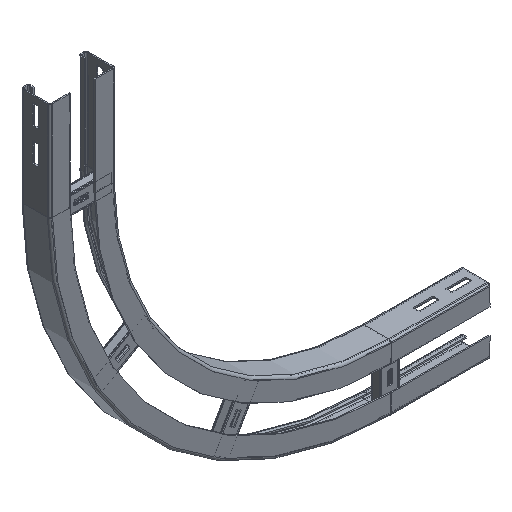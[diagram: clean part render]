
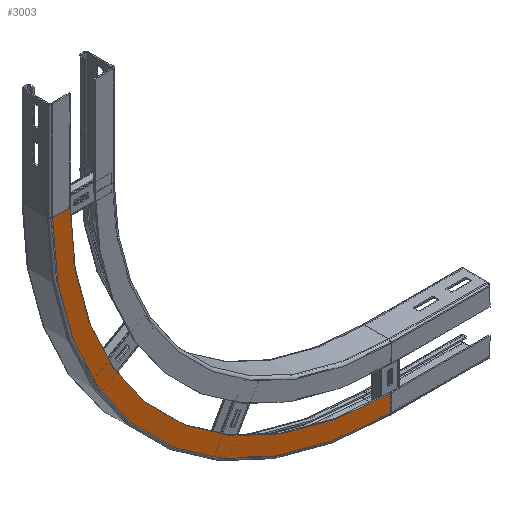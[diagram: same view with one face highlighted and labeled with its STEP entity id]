
A CAD part, isometric view. The second image highlights one B-rep face of the part: STEP entity #3003.
In plain terms, the highlighted planar face has unit normal (0, -1, 0).
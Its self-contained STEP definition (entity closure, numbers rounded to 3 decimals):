
#129=CIRCLE('',#3332,516.);
#131=CIRCLE('',#3335,489.);
#333=FACE_OUTER_BOUND('',#531,.T.);
#531=EDGE_LOOP('',(#2457,#2458,#2459,#2460));
#776=LINE('',#4779,#1100);
#822=LINE('',#4928,#1146);
#1100=VECTOR('',#3876,10.);
#1146=VECTOR('',#4040,10.);
#1381=VERTEX_POINT('',#4772);
#1383=VERTEX_POINT('',#4778);
#1426=VERTEX_POINT('',#4922);
#1427=VERTEX_POINT('',#4926);
#1708=EDGE_CURVE('',#1381,#1383,#776,.T.);
#1780=EDGE_CURVE('',#1426,#1381,#129,.T.);
#1782=EDGE_CURVE('',#1427,#1383,#131,.T.);
#1783=EDGE_CURVE('',#1427,#1426,#822,.T.);
#2457=ORIENTED_EDGE('',*,*,#1708,.T.);
#2458=ORIENTED_EDGE('',*,*,#1782,.F.);
#2459=ORIENTED_EDGE('',*,*,#1783,.T.);
#2460=ORIENTED_EDGE('',*,*,#1780,.T.);
#2832=PLANE('',#3334);
#3003=ADVANCED_FACE('',(#333),#2832,.T.);
#3332=AXIS2_PLACEMENT_3D('',#4923,#4032,#4033);
#3334=AXIS2_PLACEMENT_3D('',#4925,#4036,#4037);
#3335=AXIS2_PLACEMENT_3D('',#4927,#4038,#4039);
#3876=DIRECTION('',(0.,0.,1.));
#4032=DIRECTION('center_axis',(0.,-1.,0.));
#4033=DIRECTION('ref_axis',(-1.,0.,0.));
#4036=DIRECTION('center_axis',(0.,-1.,0.));
#4037=DIRECTION('ref_axis',(0.,0.,-1.));
#4038=DIRECTION('center_axis',(0.,-1.,0.));
#4039=DIRECTION('ref_axis',(-1.,0.,0.));
#4040=DIRECTION('',(-1.,0.,0.));
#4772=CARTESIAN_POINT('',(489.,0.,-516.));
#4778=CARTESIAN_POINT('',(489.,0.,-489.));
#4779=CARTESIAN_POINT('',(489.,0.,-516.));
#4922=CARTESIAN_POINT('',(-27.,0.,0.));
#4923=CARTESIAN_POINT('Origin',(489.,0.,0.));
#4925=CARTESIAN_POINT('Origin',(489.,0.,-516.));
#4926=CARTESIAN_POINT('',(0.,0.,0.));
#4927=CARTESIAN_POINT('Origin',(489.,0.,0.));
#4928=CARTESIAN_POINT('',(-81.572,0.,0.));
